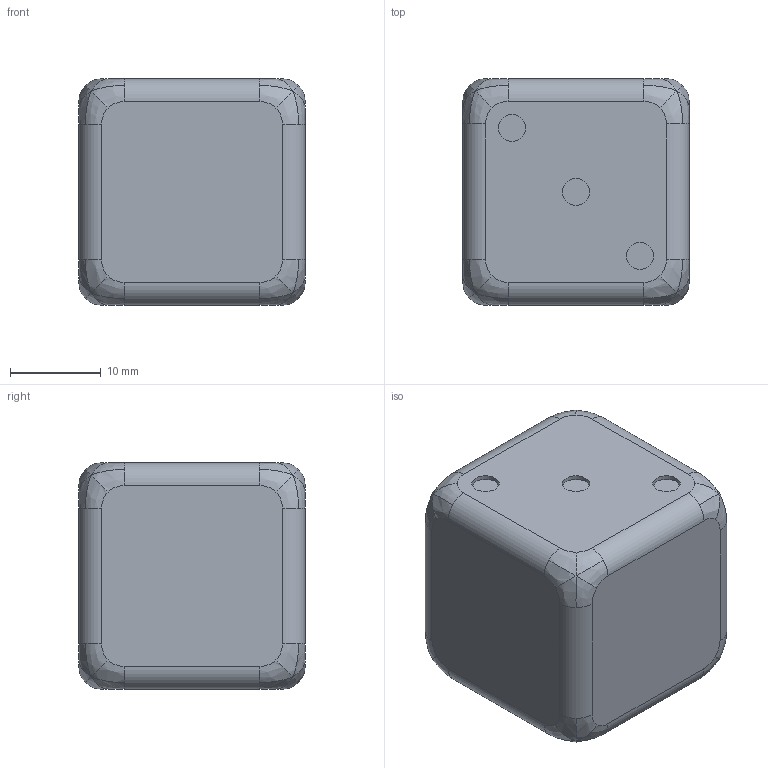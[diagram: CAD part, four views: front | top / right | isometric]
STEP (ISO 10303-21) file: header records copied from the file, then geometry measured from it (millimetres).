
FILE_DESCRIPTION(/* description */ (''),/* implementation_level */ '2;1');
FILE_NAME(/* name */ 'Exercice 1 _ Le Dé v10.step',/* time_stamp */ '2022-08-09T10:01:43+02:00',/* author */ (''),/* organization */ (''),/* preprocessor_version */ 'ST-DEVELOPER v19',/* originating_system */ 'Autodesk Translation Framework v11.7.0.108',/* authorisation */ '');
FILE_SCHEMA (('AUTOMOTIVE_DESIGN { 1 0 10303 214 3 1 1 }'));
Length unit declared in the file: millimetre
Products named in the file (1): Exercice 1 : Le Dé
Bounding box: 25 x 25 x 25 mm (x, y, z)
Volume: 15159.6 mm3; surface area: 3433.6 mm2
Topology: 1 solids, 1 shells, 84 faces, 195 edges, 122 vertices
Faces by surface type: bspline 48, cylinder 21, plane 15
Full cylindrical faces by diameter (mm): 3 x9
Entity records: 4134 total; most frequent: CARTESIAN_POINT 2322, ORIENTED_EDGE 390, DIRECTION 335, EDGE_CURVE 195, AXIS2_PLACEMENT_3D 151, VERTEX_POINT 122, CIRCLE 114, EDGE_LOOP 93
